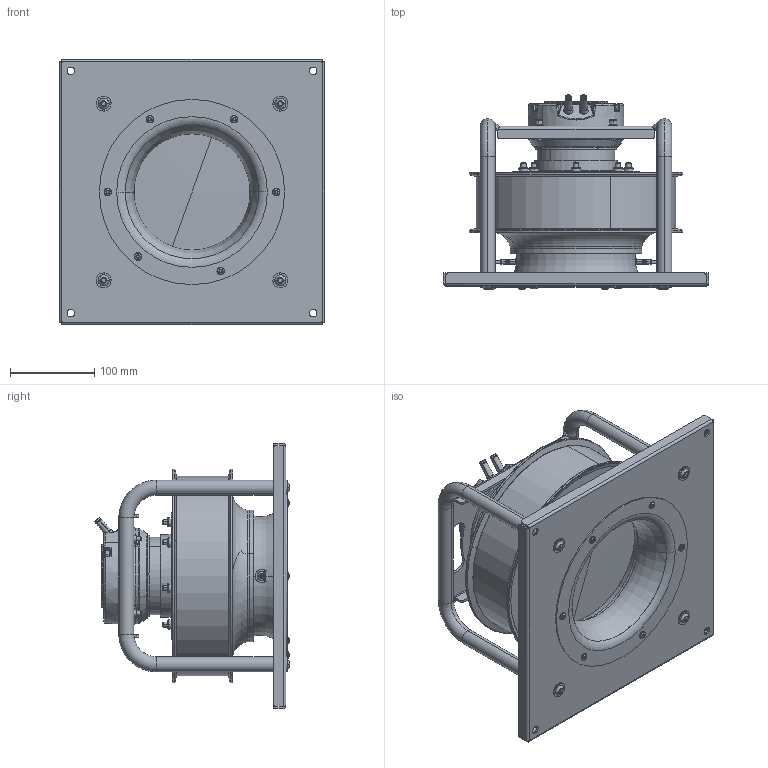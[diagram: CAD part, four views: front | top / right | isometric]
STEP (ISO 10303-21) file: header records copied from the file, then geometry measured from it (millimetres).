
FILE_DESCRIPTION((''),'2;1');
FILE_NAME('SR-P-HE-225-03_B_04_ASM','2023-01-23T11:37:25',('mkulawiak'),(''),'CREO PARAMETRIC BY PTC INC, 2022014','CREO PARAMETRIC BY PTC INC, 2022014','');
FILE_SCHEMA(('CONFIG_CONTROL_DESIGN'));
Products named in the file (1): SR-P-HE-225-03_B_04_ASM
Bounding box: 315 x 230.81 x 315 mm (x, y, z)
Volume: 3829284.2 mm3; surface area: 679123.8 mm2
Topology: 4 solids, 77 shells, 2479 faces, 6981 edges, 4440 vertices
Faces by surface type: plane 1071, cylinder 796, torus 252, cone 217, bspline 129, sphere 10, extrusion 4
Entity records: 93606 total; most frequent: CARTESIAN_POINT 32840, ORIENTED_EDGE 12919, DIRECTION 11895, EDGE_CURVE 6944, AXIS2_PLACEMENT_3D 4675, VERTEX_POINT 4440, EDGE_LOOP 2674, VECTOR 2545
